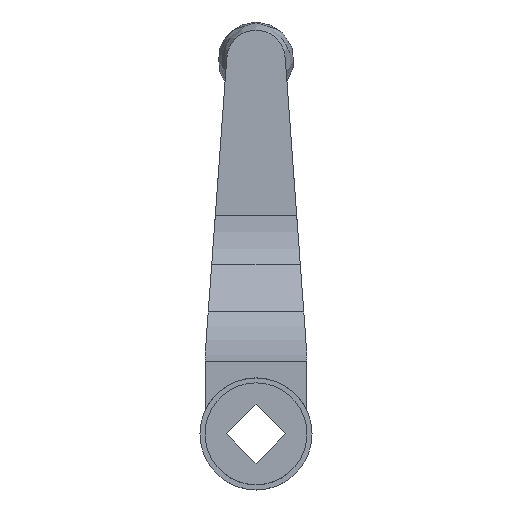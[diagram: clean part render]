
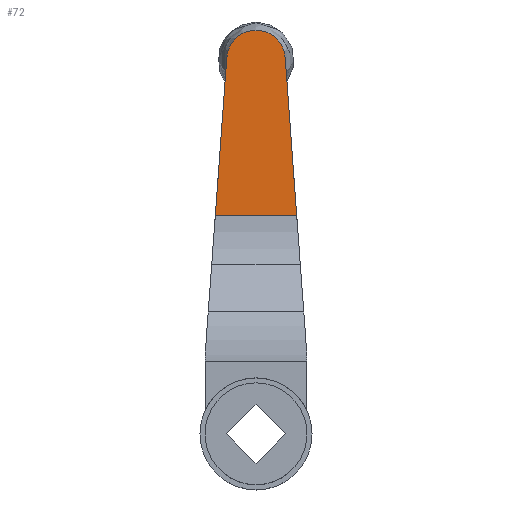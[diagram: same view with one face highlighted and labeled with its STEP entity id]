
A CAD part, top view. The second image highlights one B-rep face of the part: STEP entity #72.
In plain terms, the highlighted planar face has unit normal (0, 0, 1).
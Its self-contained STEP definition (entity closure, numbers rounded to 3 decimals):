
#72 = ADVANCED_FACE( '', ( #164 ), #165, .F. );
#164 = FACE_OUTER_BOUND( '', #280, .T. );
#165 = PLANE( '', #281 );
#280 = EDGE_LOOP( '', ( #459, #460, #461, #462, #463, #464 ) );
#281 = AXIS2_PLACEMENT_3D( '', #465, #466, #467 );
#459 = ORIENTED_EDGE( '', *, *, #699, .T. );
#460 = ORIENTED_EDGE( '', *, *, #700, .T. );
#461 = ORIENTED_EDGE( '', *, *, #701, .F. );
#462 = ORIENTED_EDGE( '', *, *, #702, .T. );
#463 = ORIENTED_EDGE( '', *, *, #681, .T. );
#464 = ORIENTED_EDGE( '', *, *, #703, .T. );
#465 = CARTESIAN_POINT( '', ( 17., 134.616, -44.4 ) );
#466 = DIRECTION( '', ( 0., 0., -1. ) );
#467 = DIRECTION( '', ( -1., 0., 0. ) );
#681 = EDGE_CURVE( '', #798, #795, #799, .F. );
#699 = EDGE_CURVE( '', #828, #829, #830, .F. );
#700 = EDGE_CURVE( '', #829, #831, #832, .T. );
#701 = EDGE_CURVE( '', #833, #831, #834, .T. );
#702 = EDGE_CURVE( '', #833, #798, #835, .T. );
#703 = EDGE_CURVE( '', #795, #828, #836, .T. );
#795 = VERTEX_POINT( '', #952 );
#798 = VERTEX_POINT( '', #956 );
#799 = CIRCLE( '', #957, 9.76 );
#828 = VERTEX_POINT( '', #993 );
#829 = VERTEX_POINT( '', #994 );
#830 = CIRCLE( '', #995, 9.76 );
#831 = VERTEX_POINT( '', #996 );
#832 = LINE( '', #997, #998 );
#833 = VERTEX_POINT( '', #999 );
#834 = LINE( '', #1000, #1001 );
#835 = LINE( '', #1002, #1003 );
#836 = LINE( '', #1004, #1005 );
#952 = CARTESIAN_POINT( '', ( 1.67, 134.616, -44.4 ) );
#956 = CARTESIAN_POINT( '', ( 9.734, 125.711, -44.4 ) );
#957 = AXIS2_PLACEMENT_3D( '', #1141, #1142, #1143 );
#993 = CARTESIAN_POINT( '', ( -1.67, 134.616, -44.4 ) );
#994 = CARTESIAN_POINT( '', ( -9.734, 125.711, -44.4 ) );
#995 = AXIS2_PLACEMENT_3D( '', #1169, #1170, #1171 );
#996 = CARTESIAN_POINT( '', ( -13.587, 72.986, -44.4 ) );
#997 = CARTESIAN_POINT( '', ( -8.945, 136.512, -44.4 ) );
#998 = VECTOR( '', #1172, 1000. );
#999 = CARTESIAN_POINT( '', ( 13.587, 72.986, -44.4 ) );
#1000 = CARTESIAN_POINT( '', ( 17., 72.986, -44.4 ) );
#1001 = VECTOR( '', #1173, 1000. );
#1002 = CARTESIAN_POINT( '', ( 9.125, 134.041, -44.4 ) );
#1003 = VECTOR( '', #1174, 1000. );
#1004 = CARTESIAN_POINT( '', ( 17., 134.616, -44.4 ) );
#1005 = VECTOR( '', #1175, 1000. );
#1141 = CARTESIAN_POINT( '', ( 0., 125., -44.4 ) );
#1142 = DIRECTION( '', ( 0., 0., -1. ) );
#1143 = DIRECTION( '', ( -1., 0., 0. ) );
#1169 = CARTESIAN_POINT( '', ( 0., 125., -44.4 ) );
#1170 = DIRECTION( '', ( 0., 0., -1. ) );
#1171 = DIRECTION( '', ( -1., 0., 0. ) );
#1172 = DIRECTION( '', ( -0.073, -0.997, 0. ) );
#1173 = DIRECTION( '', ( -1., 0., 0. ) );
#1174 = DIRECTION( '', ( -0.073, 0.997, 0. ) );
#1175 = DIRECTION( '', ( -1., 0., 0. ) );
